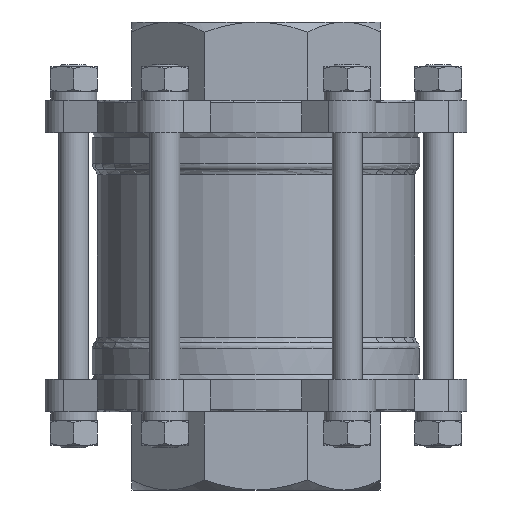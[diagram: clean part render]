
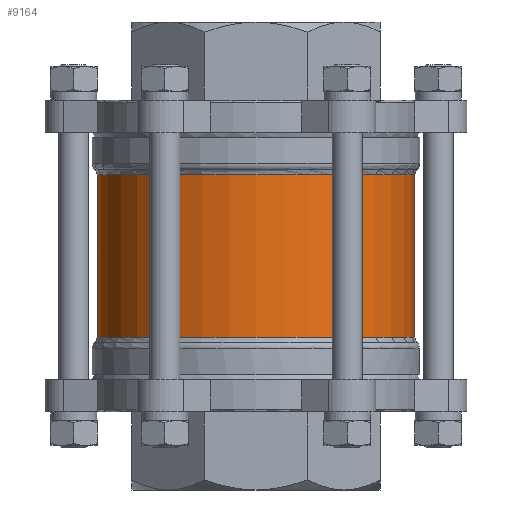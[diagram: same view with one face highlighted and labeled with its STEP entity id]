
A CAD part, front view. The second image highlights one B-rep face of the part: STEP entity #9164.
In plain terms, the highlighted cylindrical face has radius 63.75 mm (diameter 127.5 mm), a partial arc.
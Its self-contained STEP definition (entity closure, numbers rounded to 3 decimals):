
#126=LINE('',#14634,#562);
#127=LINE('',#14638,#563);
#562=VECTOR('',#11352,1000.);
#563=VECTOR('',#11355,1000.);
#942=CYLINDRICAL_SURFACE('',#9930,63.75);
#1454=CIRCLE('',#9931,63.75);
#1455=CIRCLE('',#9932,63.75);
#2235=ORIENTED_EDGE('',*,*,#4983,.T.);
#2236=ORIENTED_EDGE('',*,*,#4984,.T.);
#2237=ORIENTED_EDGE('',*,*,#4985,.F.);
#2238=ORIENTED_EDGE('',*,*,#4986,.F.);
#4983=EDGE_CURVE('',#6322,#6323,#1454,.T.);
#4984=EDGE_CURVE('',#6323,#6324,#126,.T.);
#4985=EDGE_CURVE('',#6325,#6324,#1455,.T.);
#4986=EDGE_CURVE('',#6322,#6325,#127,.T.);
#6322=VERTEX_POINT('',#14632);
#6323=VERTEX_POINT('',#14633);
#6324=VERTEX_POINT('',#14635);
#6325=VERTEX_POINT('',#14637);
#7534=EDGE_LOOP('',(#2235,#2236,#2237,#2238));
#8268=FACE_BOUND('',#7534,.T.);
#9164=ADVANCED_FACE('',(#8268),#942,.T.);
#9930=AXIS2_PLACEMENT_3D('',#14630,#11348,#11349);
#9931=AXIS2_PLACEMENT_3D('',#14631,#11350,#11351);
#9932=AXIS2_PLACEMENT_3D('',#14636,#11353,#11354);
#11348=DIRECTION('',(0.,0.,-1.));
#11349=DIRECTION('',(-1.,0.,0.));
#11350=DIRECTION('',(0.,0.,-1.));
#11351=DIRECTION('',(-1.,0.,0.));
#11352=DIRECTION('',(0.,0.,-1.));
#11353=DIRECTION('',(0.,0.,-1.));
#11354=DIRECTION('',(-1.,0.,0.));
#11355=DIRECTION('',(0.,0.,-1.));
#14630=CARTESIAN_POINT('',(0.,0.,-62.6));
#14631=CARTESIAN_POINT('',(0.,0.,32.557));
#14632=CARTESIAN_POINT('',(60.814,19.125,32.557));
#14633=CARTESIAN_POINT('',(-60.814,19.125,32.557));
#14634=CARTESIAN_POINT('',(-60.814,19.125,47.8));
#14635=CARTESIAN_POINT('',(-60.814,19.125,-32.557));
#14636=CARTESIAN_POINT('',(0.,0.,-32.557));
#14637=CARTESIAN_POINT('',(60.814,19.125,-32.557));
#14638=CARTESIAN_POINT('',(60.814,19.125,47.8));
